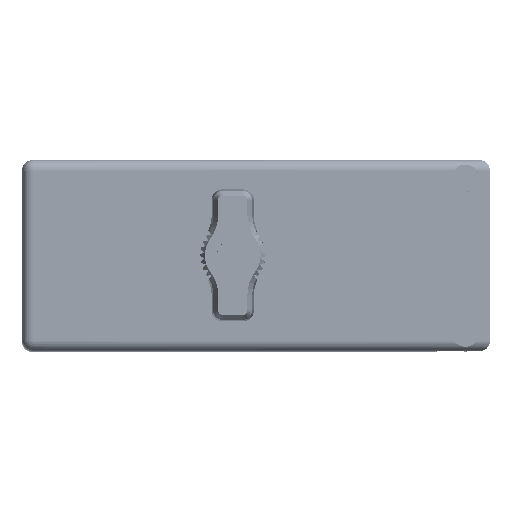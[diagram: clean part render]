
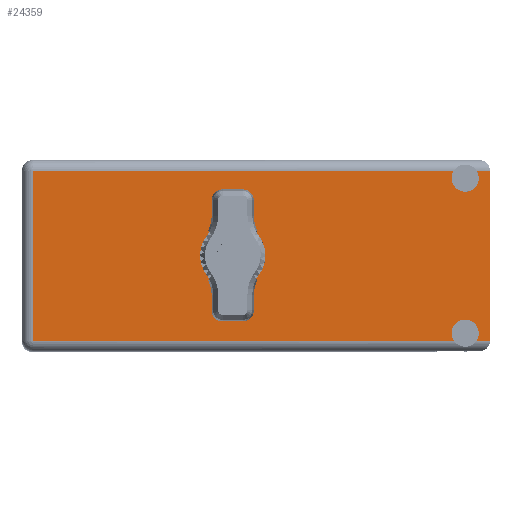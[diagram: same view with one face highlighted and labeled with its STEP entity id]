
A CAD part, top view. The second image highlights one B-rep face of the part: STEP entity #24359.
In plain terms, the highlighted face is planar.
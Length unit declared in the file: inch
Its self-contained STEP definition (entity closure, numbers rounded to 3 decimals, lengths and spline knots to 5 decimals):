
#250 = LINE ( 'NONE', #24752, #92516 ) ;
#3082 = CIRCLE ( 'NONE', #68601, 0.125 ) ;
#4392 = CARTESIAN_POINT ( 'NONE',  ( 1.659, 1.675, -0.547 ) ) ;
#5635 = EDGE_LOOP ( 'NONE', ( #18471, #6122, #17513, #66951, #14891, #76727, #94535, #58669, #6934, #29785 ) ) ;
#6122 = ORIENTED_EDGE ( 'NONE', *, *, #13803, .F. ) ;
#6510 = CARTESIAN_POINT ( 'NONE',  ( 0., 1.675, -0.125 ) ) ;
#6934 = ORIENTED_EDGE ( 'NONE', *, *, #8355, .T. ) ;
#7137 = DIRECTION ( 'NONE',  ( 1., 0., 0. ) ) ;
#8355 = EDGE_CURVE ( 'NONE', #39971, #41898, #61735, .T. ) ;
#8715 = FACE_BOUND ( 'NONE', #79610, .T. ) ;
#10446 = VERTEX_POINT ( 'NONE', #86631 ) ;
#12491 = CARTESIAN_POINT ( 'NONE',  ( 1.499, 1.675, 0.5 ) ) ;
#13803 = EDGE_CURVE ( 'NONE', #96546, #80791, #89067, .T. ) ;
#14003 = DIRECTION ( 'NONE',  ( 0., 1., 0. ) ) ;
#14536 = LINE ( 'NONE', #53018, #77841 ) ;
#14568 = VECTOR ( 'NONE', #21343, 39.37008 ) ;
#14891 = ORIENTED_EDGE ( 'NONE', *, *, #75954, .F. ) ;
#15083 = EDGE_CURVE ( 'NONE', #84647, #80791, #28021, .T. ) ;
#15590 = CARTESIAN_POINT ( 'NONE',  ( 1.42519, 1.675, -0.547 ) ) ;
#16177 = DIRECTION ( 'NONE',  ( 0., 0., 1. ) ) ;
#17513 = ORIENTED_EDGE ( 'NONE', *, *, #62502, .F. ) ;
#18085 = AXIS2_PLACEMENT_3D ( 'NONE', #89091, #14003, #66381 ) ;
#18180 = AXIS2_PLACEMENT_3D ( 'NONE', #77018, #76053, #16177 ) ;
#18471 = ORIENTED_EDGE ( 'NONE', *, *, #15083, .T. ) ;
#21343 = DIRECTION ( 'NONE',  ( 0., 0., 1. ) ) ;
#21568 = EDGE_CURVE ( 'NONE', #76165, #84395, #23015, .T. ) ;
#23015 = LINE ( 'NONE', #31578, #92000 ) ;
#24163 = VECTOR ( 'NONE', #30993, 39.37008 ) ;
#24359 = ADVANCED_FACE ( 'NONE', ( #8715, #27426 ), #36273, .T. ) ;
#24396 = EDGE_CURVE ( 'NONE', #39971, #43520, #67215, .T. ) ;
#24752 = CARTESIAN_POINT ( 'NONE',  ( 1.659, 1.675, 0.617 ) ) ;
#25481 = DIRECTION ( 'NONE',  ( 0., 1., 0. ) ) ;
#26129 = CIRCLE ( 'NONE', #39184, 0.0875 ) ;
#27368 = CARTESIAN_POINT ( 'NONE',  ( 1.57281, 1.675, -0.547 ) ) ;
#27426 = FACE_OUTER_BOUND ( 'NONE', #5635, .T. ) ;
#28021 = LINE ( 'NONE', #56799, #77207 ) ;
#28180 = DIRECTION ( 'NONE',  ( 0., 0., 1. ) ) ;
#29785 = ORIENTED_EDGE ( 'NONE', *, *, #33088, .T. ) ;
#30060 = VERTEX_POINT ( 'NONE', #88702 ) ;
#30993 = DIRECTION ( 'NONE',  ( -1., 0., 0. ) ) ;
#31578 = CARTESIAN_POINT ( 'NONE',  ( -1.359, 1.675, -0.547 ) ) ;
#31896 = DIRECTION ( 'NONE',  ( -1., 0., 0. ) ) ;
#33088 = EDGE_CURVE ( 'NONE', #41898, #84647, #76619, .T. ) ;
#33327 = CARTESIAN_POINT ( 'NONE',  ( 1.57281, 1.675, 0.547 ) ) ;
#35345 = EDGE_CURVE ( 'NONE', #79804, #10446, #51869, .T. ) ;
#36273 = PLANE ( 'NONE',  #43213 ) ;
#36481 = CARTESIAN_POINT ( 'NONE',  ( -1.289, 1.675, -0.547 ) ) ;
#38532 = CARTESIAN_POINT ( 'NONE',  ( 1.499, 1.675, 0.4125 ) ) ;
#38767 = CARTESIAN_POINT ( 'NONE',  ( 1.499, 1.675, -0.5 ) ) ;
#39184 = AXIS2_PLACEMENT_3D ( 'NONE', #84946, #25481, #40596 ) ;
#39971 = VERTEX_POINT ( 'NONE', #15590 ) ;
#40115 = DIRECTION ( 'NONE',  ( 0., 1., 0. ) ) ;
#40596 = DIRECTION ( 'NONE',  ( 0., 0., 1. ) ) ;
#41366 = EDGE_CURVE ( 'NONE', #49579, #30060, #14536, .T. ) ;
#41898 = VERTEX_POINT ( 'NONE', #36481 ) ;
#42034 = DIRECTION ( 'NONE',  ( 1., 0., 0. ) ) ;
#42393 = CARTESIAN_POINT ( 'NONE',  ( -1.289, 1.675, -0.617 ) ) ;
#42622 = CIRCLE ( 'NONE', #81284, 0.0875 ) ;
#42957 = DIRECTION ( 'NONE',  ( 0., 1., 0. ) ) ;
#43033 = EDGE_CURVE ( 'NONE', #43520, #84395, #42622, .T. ) ;
#43213 = AXIS2_PLACEMENT_3D ( 'NONE', #73555, #58921, #73869 ) ;
#43520 = VERTEX_POINT ( 'NONE', #79162 ) ;
#46213 = ORIENTED_EDGE ( 'NONE', *, *, #35345, .F. ) ;
#48711 = DIRECTION ( 'NONE',  ( 0., 0., 1. ) ) ;
#49579 = VERTEX_POINT ( 'NONE', #33327 ) ;
#51869 = CIRCLE ( 'NONE', #18180, 0.125 ) ;
#53018 = CARTESIAN_POINT ( 'NONE',  ( 1.659, 1.675, 0.547 ) ) ;
#53220 = CARTESIAN_POINT ( 'NONE',  ( -1.289, 1.675, 0.547 ) ) ;
#56799 = CARTESIAN_POINT ( 'NONE',  ( 1.659, 1.675, 0.547 ) ) ;
#58499 = DIRECTION ( 'NONE',  ( 0., 1., 0. ) ) ;
#58669 = ORIENTED_EDGE ( 'NONE', *, *, #24396, .F. ) ;
#58921 = DIRECTION ( 'NONE',  ( 0., 1., 0. ) ) ;
#59416 = DIRECTION ( 'NONE',  ( 0., 0., 1. ) ) ;
#60318 = EDGE_CURVE ( 'NONE', #10446, #79804, #3082, .T. ) ;
#61735 = LINE ( 'NONE', #75773, #24163 ) ;
#62070 = ORIENTED_EDGE ( 'NONE', *, *, #60318, .F. ) ;
#62502 = EDGE_CURVE ( 'NONE', #49579, #96546, #26129, .T. ) ;
#63968 = CARTESIAN_POINT ( 'NONE',  ( 1.42519, 1.675, 0.547 ) ) ;
#66381 = DIRECTION ( 'NONE',  ( 0., 0., 1. ) ) ;
#66951 = ORIENTED_EDGE ( 'NONE', *, *, #41366, .T. ) ;
#67215 = CIRCLE ( 'NONE', #18085, 0.0875 ) ;
#68601 = AXIS2_PLACEMENT_3D ( 'NONE', #82156, #58499, #59416 ) ;
#73555 = CARTESIAN_POINT ( 'NONE',  ( -1.359, 1.675, -0.617 ) ) ;
#73869 = DIRECTION ( 'NONE',  ( -1., 0., 0. ) ) ;
#75773 = CARTESIAN_POINT ( 'NONE',  ( -1.359, 1.675, -0.547 ) ) ;
#75954 = EDGE_CURVE ( 'NONE', #76165, #30060, #250, .T. ) ;
#76053 = DIRECTION ( 'NONE',  ( 0., 1., 0. ) ) ;
#76165 = VERTEX_POINT ( 'NONE', #4392 ) ;
#76619 = LINE ( 'NONE', #42393, #14568 ) ;
#76727 = ORIENTED_EDGE ( 'NONE', *, *, #21568, .T. ) ;
#77018 = CARTESIAN_POINT ( 'NONE',  ( 0., 1.675, 0. ) ) ;
#77207 = VECTOR ( 'NONE', #42034, 39.37008 ) ;
#77841 = VECTOR ( 'NONE', #7137, 39.37008 ) ;
#79162 = CARTESIAN_POINT ( 'NONE',  ( 1.499, 1.675, -0.4125 ) ) ;
#79610 = EDGE_LOOP ( 'NONE', ( #62070, #46213 ) ) ;
#79804 = VERTEX_POINT ( 'NONE', #6510 ) ;
#80791 = VERTEX_POINT ( 'NONE', #63968 ) ;
#81284 = AXIS2_PLACEMENT_3D ( 'NONE', #38767, #40115, #92254 ) ;
#82156 = CARTESIAN_POINT ( 'NONE',  ( 0., 1.675, 0. ) ) ;
#84395 = VERTEX_POINT ( 'NONE', #27368 ) ;
#84647 = VERTEX_POINT ( 'NONE', #53220 ) ;
#84946 = CARTESIAN_POINT ( 'NONE',  ( 1.499, 1.675, 0.5 ) ) ;
#86631 = CARTESIAN_POINT ( 'NONE',  ( 0., 1.675, 0.125 ) ) ;
#88702 = CARTESIAN_POINT ( 'NONE',  ( 1.659, 1.675, 0.547 ) ) ;
#89067 = CIRCLE ( 'NONE', #96300, 0.0875 ) ;
#89091 = CARTESIAN_POINT ( 'NONE',  ( 1.499, 1.675, -0.5 ) ) ;
#92000 = VECTOR ( 'NONE', #31896, 39.37008 ) ;
#92254 = DIRECTION ( 'NONE',  ( 0., 0., 1. ) ) ;
#92516 = VECTOR ( 'NONE', #48711, 39.37008 ) ;
#94535 = ORIENTED_EDGE ( 'NONE', *, *, #43033, .F. ) ;
#96300 = AXIS2_PLACEMENT_3D ( 'NONE', #12491, #42957, #28180 ) ;
#96546 = VERTEX_POINT ( 'NONE', #38532 ) ;
